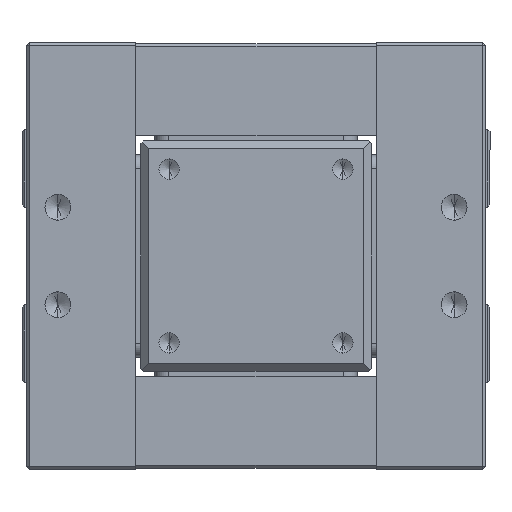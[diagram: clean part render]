
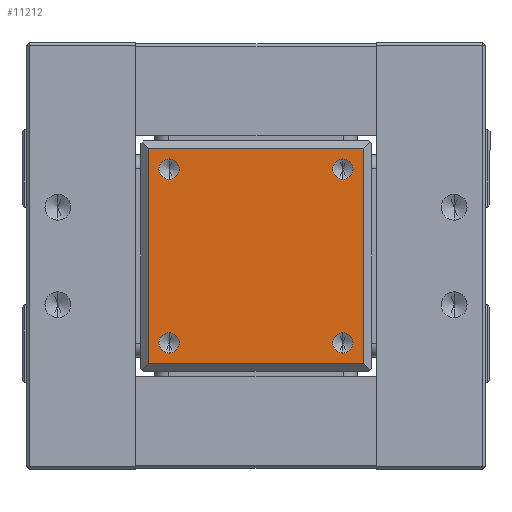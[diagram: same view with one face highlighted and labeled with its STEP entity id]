
A CAD part, left-side view. The second image highlights one B-rep face of the part: STEP entity #11212.
In plain terms, the highlighted planar face has unit normal (-1, 0, 0).
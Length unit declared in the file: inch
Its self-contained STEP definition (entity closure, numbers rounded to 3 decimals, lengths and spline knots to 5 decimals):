
#301 = EDGE_CURVE ( 'NONE', #22089, #18150, #13618, .T. ) ;
#950 = CARTESIAN_POINT ( 'NONE',  ( -3.5, -0.69, -0.69 ) ) ;
#989 = DIRECTION ( 'NONE',  ( 0., 0., -1. ) ) ;
#1270 = VERTEX_POINT ( 'NONE', #11370 ) ;
#1326 = FACE_BOUND ( 'NONE', #9412, .T. ) ;
#1832 = DIRECTION ( 'NONE',  ( 0., 0., 1. ) ) ;
#2411 = CARTESIAN_POINT ( 'NONE',  ( -3.5, -0.557, -0.49204 ) ) ;
#3095 = CARTESIAN_POINT ( 'NONE',  ( -3.5, -0.557, 0.557 ) ) ;
#3605 = AXIS2_PLACEMENT_3D ( 'NONE', #6432, #27024, #9372 ) ;
#4161 = EDGE_CURVE ( 'NONE', #8511, #27929, #19829, .T. ) ;
#4371 = ORIENTED_EDGE ( 'NONE', *, *, #34050, .F. ) ;
#4639 = ORIENTED_EDGE ( 'NONE', *, *, #26983, .F. ) ;
#4788 = EDGE_LOOP ( 'NONE', ( #31194, #6030, #31361, #16101 ) ) ;
#4939 = ORIENTED_EDGE ( 'NONE', *, *, #4161, .F. ) ;
#5748 = CARTESIAN_POINT ( 'NONE',  ( -3.5, -0.557, 0.557 ) ) ;
#6030 = ORIENTED_EDGE ( 'NONE', *, *, #6789, .T. ) ;
#6044 = DIRECTION ( 'NONE',  ( 0., 0., 1. ) ) ;
#6172 = EDGE_CURVE ( 'NONE', #18150, #22089, #21816, .T. ) ;
#6190 = DIRECTION ( 'NONE',  ( 0., 0., -1. ) ) ;
#6212 = CIRCLE ( 'NONE', #18169, 0.06496 ) ;
#6432 = CARTESIAN_POINT ( 'NONE',  ( -3.5, 0.557, 0.557 ) ) ;
#6501 = AXIS2_PLACEMENT_3D ( 'NONE', #14673, #35235, #17624 ) ;
#6789 = EDGE_CURVE ( 'NONE', #20099, #9727, #19018, .T. ) ;
#7025 = CIRCLE ( 'NONE', #37802, 0.06496 ) ;
#8511 = VERTEX_POINT ( 'NONE', #31762 ) ;
#8694 = DIRECTION ( 'NONE',  ( 0., 0., 1. ) ) ;
#9085 = DIRECTION ( 'NONE',  ( -1., 0., 0. ) ) ;
#9150 = DIRECTION ( 'NONE',  ( 0., 0., 1. ) ) ;
#9187 = CARTESIAN_POINT ( 'NONE',  ( -3.5, 0.557, 0.557 ) ) ;
#9372 = DIRECTION ( 'NONE',  ( 0., 0., 1. ) ) ;
#9412 = EDGE_LOOP ( 'NONE', ( #4371, #4639 ) ) ;
#9632 = DIRECTION ( 'NONE',  ( 0., -1., 0. ) ) ;
#9674 = CARTESIAN_POINT ( 'NONE',  ( -3.5, 0.557, -0.557 ) ) ;
#9727 = VERTEX_POINT ( 'NONE', #27245 ) ;
#9809 = CARTESIAN_POINT ( 'NONE',  ( -3.5, 0.557, -0.49204 ) ) ;
#9856 = VECTOR ( 'NONE', #9632, 39.37008 ) ;
#10232 = CARTESIAN_POINT ( 'NONE',  ( -3.5, 0.557, -0.62196 ) ) ;
#11135 = VECTOR ( 'NONE', #9150, 39.37008 ) ;
#11212 = ADVANCED_FACE ( 'NONE', ( #17870, #16932, #1326, #31646, #23836 ), #12627, .F. ) ;
#11370 = CARTESIAN_POINT ( 'NONE',  ( -3.5, 0.69, 0.69 ) ) ;
#11858 = CARTESIAN_POINT ( 'NONE',  ( -3.5, 0.69, -0.69 ) ) ;
#12064 = CARTESIAN_POINT ( 'NONE',  ( -3.5, 0.69, 0.74 ) ) ;
#12120 = DIRECTION ( 'NONE',  ( 0., 0., 1. ) ) ;
#12453 = VERTEX_POINT ( 'NONE', #13569 ) ;
#12626 = DIRECTION ( 'NONE',  ( 0., 0., 1. ) ) ;
#12627 = PLANE ( 'NONE',  #32806 ) ;
#12675 = VERTEX_POINT ( 'NONE', #11858 ) ;
#12824 = VERTEX_POINT ( 'NONE', #9809 ) ;
#13251 = AXIS2_PLACEMENT_3D ( 'NONE', #3095, #23667, #6044 ) ;
#13569 = CARTESIAN_POINT ( 'NONE',  ( -3.5, -0.557, -0.62196 ) ) ;
#13618 = CIRCLE ( 'NONE', #3605, 0.06496 ) ;
#13764 = DIRECTION ( 'NONE',  ( 0., 1., 0. ) ) ;
#14036 = EDGE_LOOP ( 'NONE', ( #25632, #33874 ) ) ;
#14222 = EDGE_LOOP ( 'NONE', ( #28536, #15549 ) ) ;
#14228 = EDGE_CURVE ( 'NONE', #12453, #31509, #27468, .T. ) ;
#14673 = CARTESIAN_POINT ( 'NONE',  ( -3.5, -0.557, -0.557 ) ) ;
#14965 = CARTESIAN_POINT ( 'NONE',  ( -3.5, -0.69, 0.74 ) ) ;
#15549 = ORIENTED_EDGE ( 'NONE', *, *, #14228, .F. ) ;
#15608 = CARTESIAN_POINT ( 'NONE',  ( -3.5, -0.74, 0.74 ) ) ;
#16036 = CIRCLE ( 'NONE', #31544, 0.06496 ) ;
#16101 = ORIENTED_EDGE ( 'NONE', *, *, #16484, .T. ) ;
#16484 = EDGE_CURVE ( 'NONE', #1270, #12675, #20421, .T. ) ;
#16932 = FACE_BOUND ( 'NONE', #14036, .T. ) ;
#17624 = DIRECTION ( 'NONE',  ( 0., 0., 1. ) ) ;
#17702 = LINE ( 'NONE', #24314, #9856 ) ;
#17870 = FACE_OUTER_BOUND ( 'NONE', #4788, .T. ) ;
#18150 = VERTEX_POINT ( 'NONE', #23624 ) ;
#18169 = AXIS2_PLACEMENT_3D ( 'NONE', #26745, #9085, #29688 ) ;
#18586 = DIRECTION ( 'NONE',  ( 1., 0., 0. ) ) ;
#19018 = LINE ( 'NONE', #14965, #11135 ) ;
#19030 = AXIS2_PLACEMENT_3D ( 'NONE', #37035, #19435, #1832 ) ;
#19417 = VERTEX_POINT ( 'NONE', #10232 ) ;
#19435 = DIRECTION ( 'NONE',  ( -1., 0., 0. ) ) ;
#19829 = CIRCLE ( 'NONE', #13251, 0.06496 ) ;
#20099 = VERTEX_POINT ( 'NONE', #950 ) ;
#20421 = LINE ( 'NONE', #12064, #35132 ) ;
#21816 = CIRCLE ( 'NONE', #33261, 0.06496 ) ;
#21907 = VECTOR ( 'NONE', #13764, 39.37008 ) ;
#22089 = VERTEX_POINT ( 'NONE', #22310 ) ;
#22090 = CARTESIAN_POINT ( 'NONE',  ( -3.5, -0.557, 0.62196 ) ) ;
#22310 = CARTESIAN_POINT ( 'NONE',  ( -3.5, 0.557, 0.49204 ) ) ;
#23084 = EDGE_CURVE ( 'NONE', #27929, #8511, #16036, .T. ) ;
#23624 = CARTESIAN_POINT ( 'NONE',  ( -3.5, 0.557, 0.62196 ) ) ;
#23667 = DIRECTION ( 'NONE',  ( -1., 0., 0. ) ) ;
#23836 = FACE_BOUND ( 'NONE', #26770, .T. ) ;
#24314 = CARTESIAN_POINT ( 'NONE',  ( -3.5, -0.74, -0.69 ) ) ;
#25632 = ORIENTED_EDGE ( 'NONE', *, *, #6172, .F. ) ;
#26336 = DIRECTION ( 'NONE',  ( -1., 0., 0. ) ) ;
#26745 = CARTESIAN_POINT ( 'NONE',  ( -3.5, -0.557, -0.557 ) ) ;
#26770 = EDGE_LOOP ( 'NONE', ( #28639, #4939 ) ) ;
#26983 = EDGE_CURVE ( 'NONE', #19417, #12824, #7025, .T. ) ;
#27024 = DIRECTION ( 'NONE',  ( -1., 0., 0. ) ) ;
#27245 = CARTESIAN_POINT ( 'NONE',  ( -3.5, -0.69, 0.69 ) ) ;
#27468 = CIRCLE ( 'NONE', #6501, 0.06496 ) ;
#27929 = VERTEX_POINT ( 'NONE', #22090 ) ;
#28536 = ORIENTED_EDGE ( 'NONE', *, *, #29453, .F. ) ;
#28639 = ORIENTED_EDGE ( 'NONE', *, *, #23084, .F. ) ;
#28780 = EDGE_CURVE ( 'NONE', #9727, #1270, #29730, .T. ) ;
#29453 = EDGE_CURVE ( 'NONE', #31509, #12453, #6212, .T. ) ;
#29688 = DIRECTION ( 'NONE',  ( 0., 0., 1. ) ) ;
#29730 = LINE ( 'NONE', #34352, #21907 ) ;
#29780 = DIRECTION ( 'NONE',  ( -1., 0., 0. ) ) ;
#30259 = DIRECTION ( 'NONE',  ( -1., 0., 0. ) ) ;
#30902 = EDGE_CURVE ( 'NONE', #12675, #20099, #17702, .T. ) ;
#31194 = ORIENTED_EDGE ( 'NONE', *, *, #30902, .T. ) ;
#31361 = ORIENTED_EDGE ( 'NONE', *, *, #28780, .T. ) ;
#31509 = VERTEX_POINT ( 'NONE', #2411 ) ;
#31544 = AXIS2_PLACEMENT_3D ( 'NONE', #5748, #26336, #8694 ) ;
#31646 = FACE_BOUND ( 'NONE', #14222, .T. ) ;
#31762 = CARTESIAN_POINT ( 'NONE',  ( -3.5, -0.557, 0.49204 ) ) ;
#32806 = AXIS2_PLACEMENT_3D ( 'NONE', #15608, #18586, #989 ) ;
#33261 = AXIS2_PLACEMENT_3D ( 'NONE', #9187, #29780, #12120 ) ;
#33874 = ORIENTED_EDGE ( 'NONE', *, *, #301, .F. ) ;
#34050 = EDGE_CURVE ( 'NONE', #12824, #19417, #37700, .T. ) ;
#34352 = CARTESIAN_POINT ( 'NONE',  ( -3.5, -0.74, 0.69 ) ) ;
#35132 = VECTOR ( 'NONE', #6190, 39.37008 ) ;
#35235 = DIRECTION ( 'NONE',  ( -1., 0., 0. ) ) ;
#37035 = CARTESIAN_POINT ( 'NONE',  ( -3.5, 0.557, -0.557 ) ) ;
#37700 = CIRCLE ( 'NONE', #19030, 0.06496 ) ;
#37802 = AXIS2_PLACEMENT_3D ( 'NONE', #9674, #30259, #12626 ) ;
